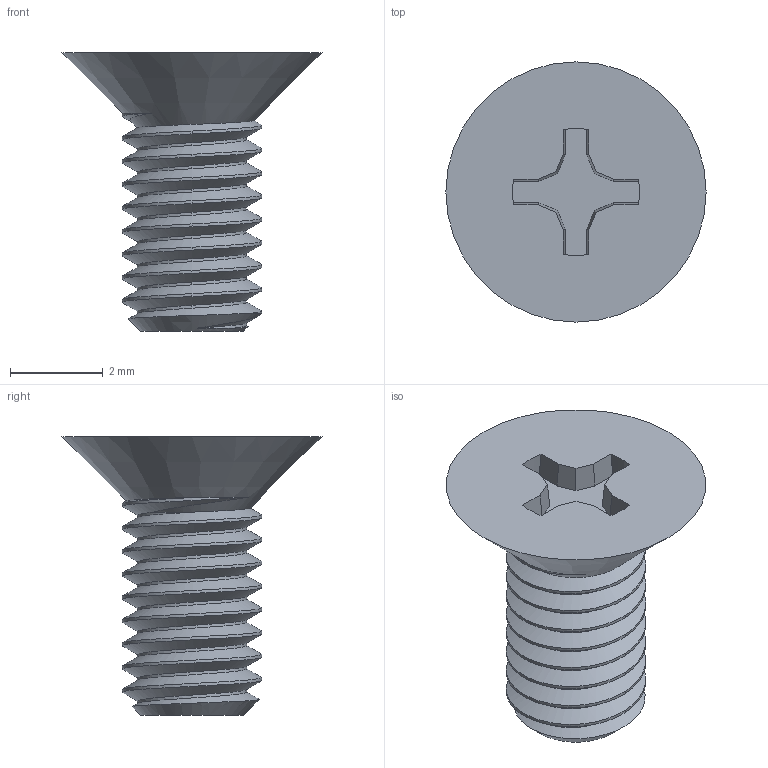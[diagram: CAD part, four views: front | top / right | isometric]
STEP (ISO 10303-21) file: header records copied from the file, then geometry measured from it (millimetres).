
FILE_DESCRIPTION(/* description */ (''),/* implementation_level */ '2;1');
FILE_NAME(/* name */ '92010A116_Passivated 18-8 Stainless Steel Phillips Flat Head Screw.step',/* time_stamp */ '2022-08-23T12:56:16-03:00',/* author */ (''),/* organization */ (''),/* preprocessor_version */ 'ST-DEVELOPER v19',/* originating_system */ 'Autodesk Translation Framework v11.7.0.108',/* authorisation */ '');
FILE_SCHEMA (('AUTOMOTIVE_DESIGN { 1 0 10303 214 3 1 1 }'));
Length unit declared in the file: millimetre
Products named in the file (1): 92010A116_Passivated 18-8 Stainless Steel Phillips Flat Head Screw
Bounding box: 5.6 x 5.6 x 6 mm (x, y, z)
Volume: 44.4 mm3; surface area: 126.3 mm2
Topology: 1 solids, 1 shells, 45 faces, 126 edges, 84 vertices
Faces by surface type: cylinder 22, plane 19, cone 2, bspline 2
Full cylindrical faces by diameter (mm): 2.35 x7, 3 x7
Entity records: 2871 total; most frequent: CARTESIAN_POINT 1762, ORIENTED_EDGE 252, DIRECTION 194, EDGE_CURVE 126, VERTEX_POINT 84, AXIS2_PLACEMENT_3D 66, LINE 62, VECTOR 62
